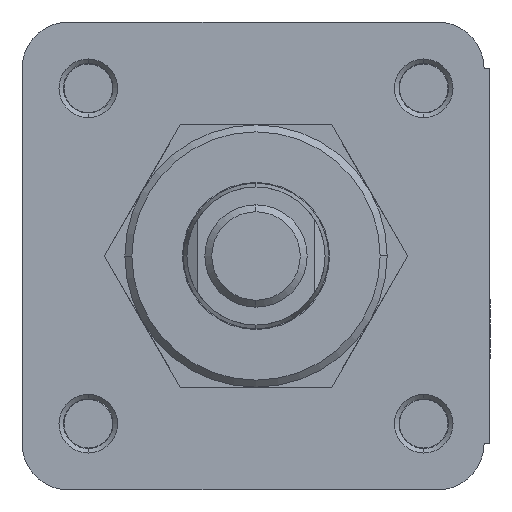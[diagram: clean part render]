
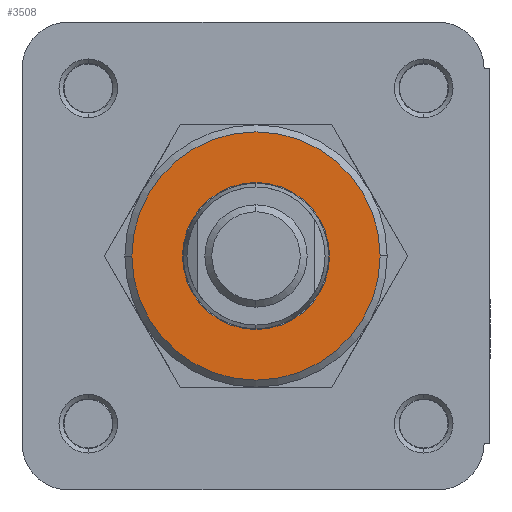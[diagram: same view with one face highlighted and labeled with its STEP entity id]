
A CAD part, left-side view. The second image highlights one B-rep face of the part: STEP entity #3508.
In plain terms, the highlighted planar face has unit normal (-1, 0, 0).
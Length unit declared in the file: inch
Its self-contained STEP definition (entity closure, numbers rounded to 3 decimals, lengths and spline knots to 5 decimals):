
#192 = DIRECTION ( 'NONE',  ( 0., 0., -1. ) ) ;
#278 = ORIENTED_EDGE ( 'NONE', *, *, #3908, .F. ) ;
#337 = DIRECTION ( 'NONE',  ( 0., 0., -1. ) ) ;
#460 = CIRCLE ( 'NONE', #2612, 0.314 ) ;
#817 = EDGE_CURVE ( 'NONE', #14656, #12121, #460, .T. ) ;
#1580 = ORIENTED_EDGE ( 'NONE', *, *, #4936, .T. ) ;
#2109 = ORIENTED_EDGE ( 'NONE', *, *, #3108, .F. ) ;
#2434 = CIRCLE ( 'NONE', #13983, 0.314 ) ;
#2481 = CARTESIAN_POINT ( 'NONE',  ( -0.615, 0., 0.314 ) ) ;
#2572 = VERTEX_POINT ( 'NONE', #14408 ) ;
#2612 = AXIS2_PLACEMENT_3D ( 'NONE', #14051, #7198, #337 ) ;
#3108 = EDGE_CURVE ( 'NONE', #2572, #9202, #12560, .T. ) ;
#3508 = ADVANCED_FACE ( 'NONE', ( #9886, #4153 ), #4440, .F. ) ;
#3908 = EDGE_CURVE ( 'NONE', #9202, #2572, #14742, .T. ) ;
#4153 = FACE_OUTER_BOUND ( 'NONE', #5159, .T. ) ;
#4320 = DIRECTION ( 'NONE',  ( 1., 0., 0. ) ) ;
#4440 = PLANE ( 'NONE',  #7592 ) ;
#4695 = CARTESIAN_POINT ( 'NONE',  ( -0.615, 0., 0. ) ) ;
#4936 = EDGE_CURVE ( 'NONE', #12121, #14656, #2434, .T. ) ;
#4998 = DIRECTION ( 'NONE',  ( 1., 0., 0. ) ) ;
#5159 = EDGE_LOOP ( 'NONE', ( #2109, #278 ) ) ;
#5840 = DIRECTION ( 'NONE',  ( 0., 0., -1. ) ) ;
#5888 = AXIS2_PLACEMENT_3D ( 'NONE', #11171, #4320, #12327 ) ;
#7063 = DIRECTION ( 'NONE',  ( 1., 0., 0. ) ) ;
#7198 = DIRECTION ( 'NONE',  ( 1., 0., 0. ) ) ;
#7473 = ORIENTED_EDGE ( 'NONE', *, *, #817, .T. ) ;
#7592 = AXIS2_PLACEMENT_3D ( 'NONE', #4695, #12697, #5840 ) ;
#8195 = EDGE_LOOP ( 'NONE', ( #1580, #7473 ) ) ;
#9202 = VERTEX_POINT ( 'NONE', #12380 ) ;
#9886 = FACE_BOUND ( 'NONE', #8195, .T. ) ;
#10915 = CARTESIAN_POINT ( 'NONE',  ( -0.615, 0., -0.314 ) ) ;
#11171 = CARTESIAN_POINT ( 'NONE',  ( -0.615, 0., 0. ) ) ;
#11368 = AXIS2_PLACEMENT_3D ( 'NONE', #11864, #4998, #13025 ) ;
#11864 = CARTESIAN_POINT ( 'NONE',  ( -0.615, 0., 0. ) ) ;
#12121 = VERTEX_POINT ( 'NONE', #10915 ) ;
#12327 = DIRECTION ( 'NONE',  ( 0., 1., 0. ) ) ;
#12380 = CARTESIAN_POINT ( 'NONE',  ( -0.615, -0.5305, 0. ) ) ;
#12560 = CIRCLE ( 'NONE', #5888, 0.5305 ) ;
#12697 = DIRECTION ( 'NONE',  ( 1., 0., 0. ) ) ;
#13025 = DIRECTION ( 'NONE',  ( 0., 1., 0. ) ) ;
#13907 = CARTESIAN_POINT ( 'NONE',  ( -0.615, 0., 0. ) ) ;
#13983 = AXIS2_PLACEMENT_3D ( 'NONE', #13907, #7063, #192 ) ;
#14051 = CARTESIAN_POINT ( 'NONE',  ( -0.615, 0., 0. ) ) ;
#14408 = CARTESIAN_POINT ( 'NONE',  ( -0.615, 0.5305, 0. ) ) ;
#14656 = VERTEX_POINT ( 'NONE', #2481 ) ;
#14742 = CIRCLE ( 'NONE', #11368, 0.5305 ) ;
